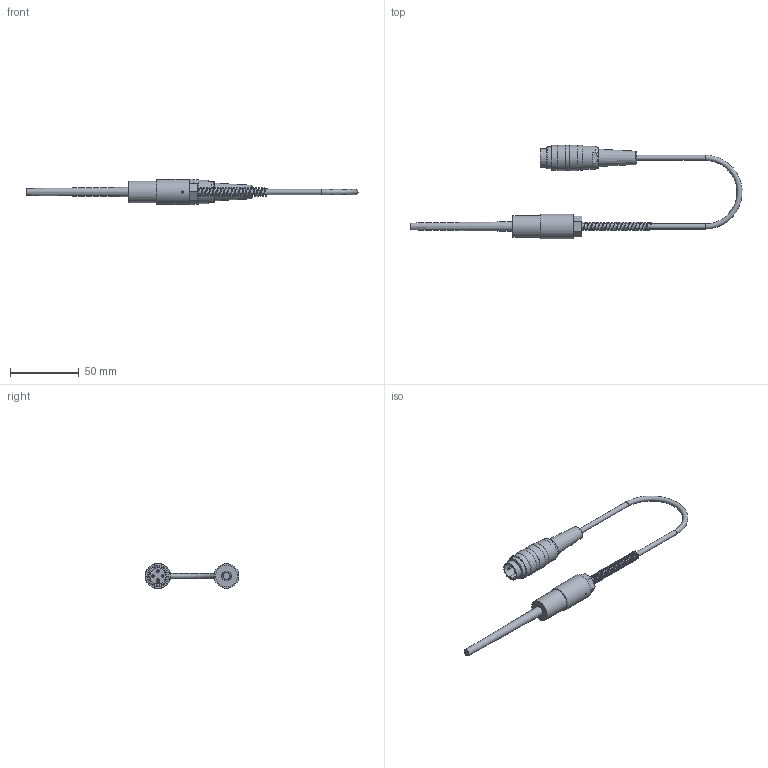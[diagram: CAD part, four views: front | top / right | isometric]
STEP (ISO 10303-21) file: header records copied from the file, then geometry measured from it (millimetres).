
FILE_DESCRIPTION(/* description */ (''),/* implementation_level */ '2;1');
FILE_NAME(/* name */ '180 07_S3G-80-125.stp',/* time_stamp */ '2020-09-14T21:16:16+02:00',/* author */ ('kuttig'),/* organization */ (''),/* preprocessor_version */ 'ST-DEVELOPER v16.13',/* originating_system */ 'Autodesk Inventor 2018',/* authorisation */ '');
FILE_SCHEMA (('AUTOMOTIVE_DESIGN { 1 0 10303 214 3 1 1 }'));
Length unit declared in the file: millimetre
Products named in the file (1): 180 07_S3G-80-125_Shrinkwrap_2
Bounding box: 241.8 x 68.25 x 18.5 mm (x, y, z)
Volume: 24810.6 mm3; surface area: 16420.1 mm2
Topology: 2 solids, 2 shells, 174 faces, 422 edges, 263 vertices
Faces by surface type: plane 104, cylinder 41, cone 19, bspline 7, torus 3
Full cylindrical faces by diameter (mm): 1 x3, 1.49 x3, 1.5 x3, 2.25 x1, 2.5 x1, 3.7 x2, 6.3 x1, 7 x1, 8.376 x2, 10.2 x1, 13.5 x1, 13.9 x1, 14 x1, 15.08 x1, 16 x2, 16.9 x1, 18 x1, 18.15 x3, 18.5 x2
Entity records: 9541 total; most frequent: CARTESIAN_POINT 5335, DIRECTION 837, ORIENTED_EDGE 722, EDGE_CURVE 361, AXIS2_PLACEMENT_3D 324, EDGE_LOOP 263, VERTEX_POINT 254, LINE 189
